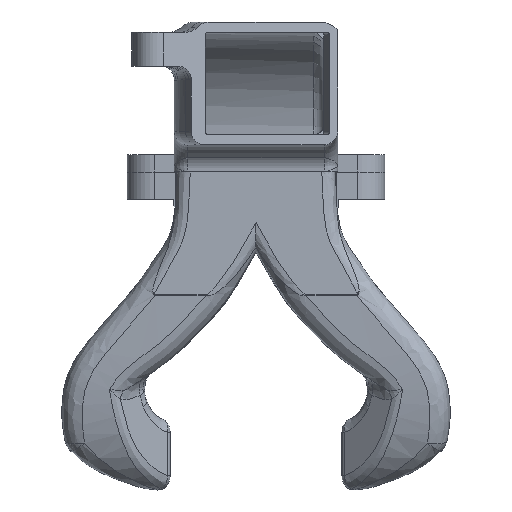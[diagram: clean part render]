
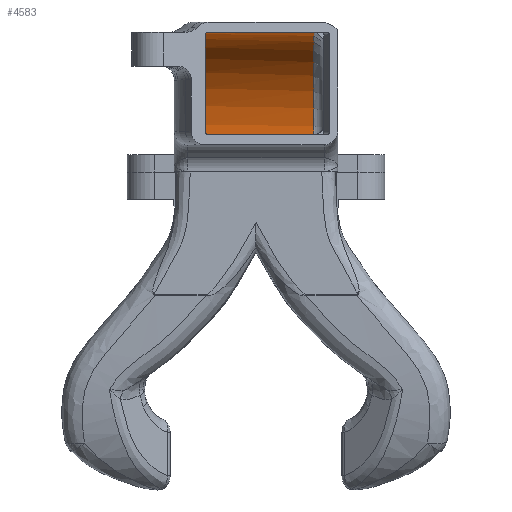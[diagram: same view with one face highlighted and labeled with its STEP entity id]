
A CAD part, top view. The second image highlights one B-rep face of the part: STEP entity #4583.
In plain terms, the highlighted cylindrical face has radius 16.5 mm (diameter 33 mm), a partial arc.
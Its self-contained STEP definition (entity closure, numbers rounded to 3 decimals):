
#598=ELLIPSE('',#4995,39.042,16.5);
#700=FACE_OUTER_BOUND('',#994,.T.);
#994=EDGE_LOOP('',(#3469,#3470,#3471,#3472,#3473));
#1295=LINE('',#7525,#1508);
#1307=LINE('',#7641,#1520);
#1508=VECTOR('',#5571,1000.);
#1520=VECTOR('',#5645,1000.);
#1708=CIRCLE('',#4979,16.5);
#1710=CIRCLE('',#4982,16.5);
#1968=VERTEX_POINT('',#7516);
#1969=VERTEX_POINT('',#7523);
#1973=VERTEX_POINT('',#7560);
#1974=VERTEX_POINT('',#7573);
#1984=VERTEX_POINT('',#7637);
#2493=EDGE_CURVE('',#1968,#1969,#1295,.T.);
#2505=EDGE_CURVE('',#1969,#1973,#1708,.T.);
#2507=EDGE_CURVE('',#1974,#1968,#1710,.F.);
#2523=EDGE_CURVE('',#1973,#1984,#598,.T.);
#2524=EDGE_CURVE('',#1974,#1984,#1307,.T.);
#3469=ORIENTED_EDGE('',*,*,#2505,.T.);
#3470=ORIENTED_EDGE('',*,*,#2523,.T.);
#3471=ORIENTED_EDGE('',*,*,#2524,.F.);
#3472=ORIENTED_EDGE('',*,*,#2507,.T.);
#3473=ORIENTED_EDGE('',*,*,#2493,.T.);
#4467=CYLINDRICAL_SURFACE('',#4996,16.5);
#4583=ADVANCED_FACE('',(#700),#4467,.F.);
#4979=AXIS2_PLACEMENT_3D('',#7571,#5602,#5603);
#4982=AXIS2_PLACEMENT_3D('',#7575,#5608,#5609);
#4995=AXIS2_PLACEMENT_3D('',#7639,#5641,#5642);
#4996=AXIS2_PLACEMENT_3D('',#7640,#5643,#5644);
#5571=DIRECTION('',(1.,0.,0.));
#5602=DIRECTION('center_axis',(1.,0.,0.));
#5603=DIRECTION('ref_axis',(0.,0.,-1.));
#5608=DIRECTION('center_axis',(1.,0.,0.));
#5609=DIRECTION('ref_axis',(0.,0.,-1.));
#5641=DIRECTION('center_axis',(0.423,0.,0.906));
#5642=DIRECTION('ref_axis',(0.906,0.,-0.423));
#5643=DIRECTION('center_axis',(1.,0.,0.));
#5644=DIRECTION('ref_axis',(0.,0.,-1.));
#5645=DIRECTION('',(1.,0.,0.));
#7516=CARTESIAN_POINT('',(-8.5,12.85,-41.));
#7523=CARTESIAN_POINT('',(8.5,12.85,-41.));
#7525=CARTESIAN_POINT('',(-10.,12.85,-41.));
#7560=CARTESIAN_POINT('',(8.5,29.293,-25.876));
#7571=CARTESIAN_POINT('Origin',(8.5,12.85,-24.5));
#7573=CARTESIAN_POINT('',(-8.5,29.35,-24.5));
#7575=CARTESIAN_POINT('Origin',(-8.5,12.85,-24.5));
#7637=CARTESIAN_POINT('',(5.55,29.35,-24.5));
#7639=CARTESIAN_POINT('Origin',(5.55,12.85,-24.5));
#7640=CARTESIAN_POINT('Origin',(-10.,12.85,-24.5));
#7641=CARTESIAN_POINT('',(-10.,29.35,-24.5));
